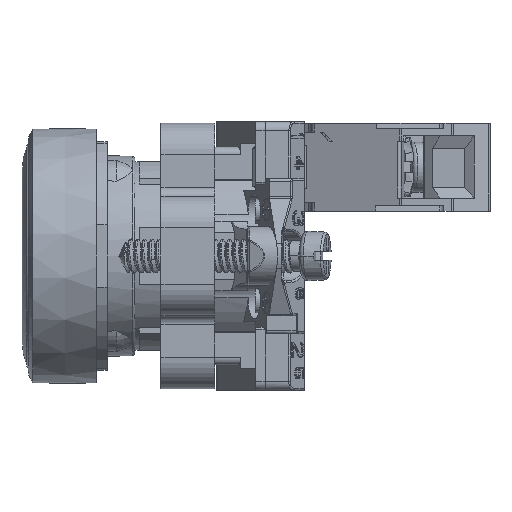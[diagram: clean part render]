
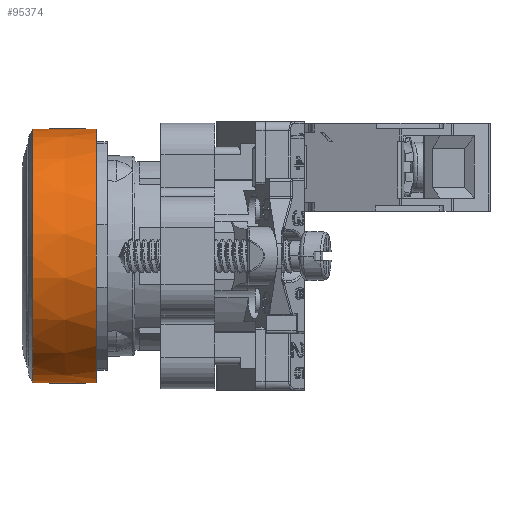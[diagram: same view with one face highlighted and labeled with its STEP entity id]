
A CAD part, left-side view. The second image highlights one B-rep face of the part: STEP entity #95374.
In plain terms, the highlighted conical face has half-angle 0.377 degrees and reference radius 14.177 mm.
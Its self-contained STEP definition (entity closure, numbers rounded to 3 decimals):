
#78562=CARTESIAN_POINT('',(0.,18.8,0.));
#78563=DIRECTION('',(0.,1.,0.));
#78564=DIRECTION('',(0.996,0.,-0.088));
#78565=AXIS2_PLACEMENT_3D('',#78562,#78563,#78564);
#78891=CARTESIAN_POINT('',(14.145,20.,-1.15));
#78892=CARTESIAN_POINT('',(14.145,19.6,
-1.183));
#78893=CARTESIAN_POINT('',(14.145,19.2,
-1.217));
#78894=CARTESIAN_POINT('',(14.145,18.8,-1.25));
#78925=DIRECTION('',(-0.007,-1.,0.));
#78926=VECTOR('',#78925,5.9);
#78927=CARTESIAN_POINT('',(-14.153,25.9,
0.));
#78928=LINE('',#78927,#78926);
#78957=CARTESIAN_POINT('',(0.,25.9,
0.));
#78958=DIRECTION('',(0.,1.,0.));
#78959=DIRECTION('',(1.,0.,0.));
#78960=AXIS2_PLACEMENT_3D('',#78957,#78958,#78959);
#78962=DIRECTION('',(0.007,-1.,0.));
#78963=VECTOR('',#78962,5.9);
#78964=CARTESIAN_POINT('',(14.153,25.9,
0.));
#78965=LINE('',#78964,#78963);
#78971=CARTESIAN_POINT('',(0.,20.,0.));
#78972=DIRECTION('',(0.,1.,0.));
#78973=DIRECTION('',(1.,0.,0.));
#78974=AXIS2_PLACEMENT_3D('',#78971,#78972,#78973);
#79007=CARTESIAN_POINT('',(0.,20.,0.));
#79008=DIRECTION('',(0.,1.,0.));
#79009=DIRECTION('',(-0.997,0.,-0.081));
#79010=AXIS2_PLACEMENT_3D('',#79007,#79008,#79009);
#79040=CARTESIAN_POINT('',(-14.145,18.8,-1.25));
#79041=CARTESIAN_POINT('',(-14.145,19.2,
-1.217));
#79042=CARTESIAN_POINT('',(-14.145,19.6,
-1.183));
#79043=CARTESIAN_POINT('',(-14.145,20.,-1.15));
#82695=CARTESIAN_POINT('',(14.192,20.,0.));
#82697=VERTEX_POINT('',#82695);
#82702=CARTESIAN_POINT('',(-14.192,20.,0.));
#82703=VERTEX_POINT('',#82702);
#82704=VERTEX_POINT('',#78891);
#82705=VERTEX_POINT('',#78894);
#82706=CARTESIAN_POINT('',(-14.145,20.,-1.15));
#82707=VERTEX_POINT('',#82706);
#82708=VERTEX_POINT('',#79040);
#82721=CARTESIAN_POINT('',(-14.153,25.9,
0.));
#82722=CARTESIAN_POINT('',(14.153,25.9,
0.));
#82723=VERTEX_POINT('',#82721);
#82724=VERTEX_POINT('',#82722);
#95356=CARTESIAN_POINT('',(0.,22.35,
0.));
#95357=DIRECTION('',(0.,-1.,0.));
#95358=DIRECTION('',(0.,0.,-1.));
#95359=AXIS2_PLACEMENT_3D('',#95356,#95357,#95358);
#95360=CONICAL_SURFACE('',#95359,14.177,0.377);
#95361=ORIENTED_EDGE('',*,*,#95343,.T.);
#95362=ORIENTED_EDGE('',*,*,#95278,.T.);
#95364=ORIENTED_EDGE('',*,*,#95363,.F.);
#95366=ORIENTED_EDGE('',*,*,#95365,.F.);
#95367=ORIENTED_EDGE('',*,*,#94717,.F.);
#95368=ORIENTED_EDGE('',*,*,#95204,.F.);
#95370=ORIENTED_EDGE('',*,*,#95369,.F.);
#95371=ORIENTED_EDGE('',*,*,#95268,.F.);
#95372=EDGE_LOOP('',(#95361,#95362,#95364,#95366,#95367,#95368,#95370,#95371));
#95373=FACE_OUTER_BOUND('',#95372,.F.);
#78566=CIRCLE('',#78565,14.2);
#78895=B_SPLINE_CURVE_WITH_KNOTS('',3,(#78891,#78892,#78893,#78894),
.UNSPECIFIED.,.F.,.F.,(4,4),(0.,1.),.UNSPECIFIED.);
#78961=CIRCLE('',#78960,14.153);
#78975=CIRCLE('',#78974,14.192);
#79011=CIRCLE('',#79010,14.192);
#79044=B_SPLINE_CURVE_WITH_KNOTS('',3,(#79040,#79041,#79042,#79043),
.UNSPECIFIED.,.F.,.F.,(4,4),(0.,1.),.UNSPECIFIED.);
#94717=EDGE_CURVE('',#82705,#82708,#78566,.T.);
#95204=EDGE_CURVE('',#82704,#82705,#78895,.T.);
#95268=EDGE_CURVE('',#82724,#82697,#78965,.T.);
#95278=EDGE_CURVE('',#82723,#82703,#78928,.T.);
#95343=EDGE_CURVE('',#82724,#82723,#78961,.T.);
#95363=EDGE_CURVE('',#82707,#82703,#79011,.T.);
#95365=EDGE_CURVE('',#82708,#82707,#79044,.T.);
#95369=EDGE_CURVE('',#82697,#82704,#78975,.T.);
#95374=ADVANCED_FACE('',(#95373),#95360,.T.);
